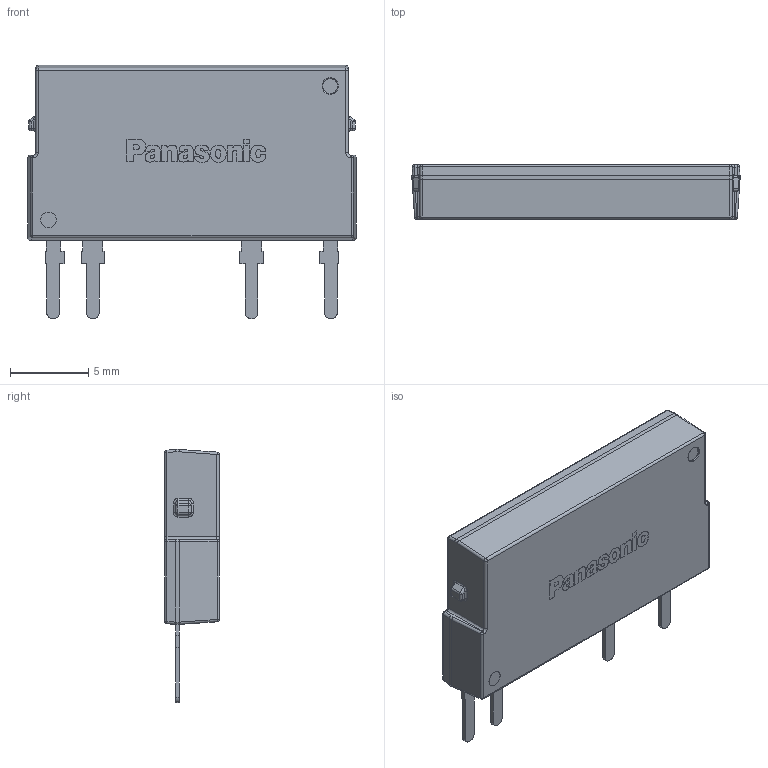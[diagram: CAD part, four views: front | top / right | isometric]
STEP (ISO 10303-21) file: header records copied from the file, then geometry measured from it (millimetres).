
FILE_DESCRIPTION (( 'STEP AP214' ), '1' );
FILE_NAME ('AQZ105.STEP', '2022-10-17T16:34:49', ( '' ), ( '' ), 'SwSTEP 2.0', 'SolidWorks 2022', '' );
FILE_SCHEMA (( 'AUTOMOTIVE_DESIGN' ));
Length unit declared in the file: millimetre
Products named in the file (3): AQZ105; Panasonic_Logo_5mm
Assembly tree (2 placements, depth 2):
  AQZ105
    AQZ105
    Panasonic_Logo_5mm
Bounding box: 21 x 3.5 x 16.2 mm (x, y, z)
Volume: 795.1 mm3; surface area: 729.5 mm2
Topology: 16 solids, 16 shells, 334 faces, 814 edges, 500 vertices
Faces by surface type: plane 135, bspline 93, cylinder 74, sphere 20, torus 12
Entity records: 11056 total; most frequent: CARTESIAN_POINT 2922, ORIENTED_EDGE 1596, DIRECTION 1228, EDGE_CURVE 798, VERTEX_POINT 500, LINE 464, VECTOR 464, AXIS2_PLACEMENT_3D 382
